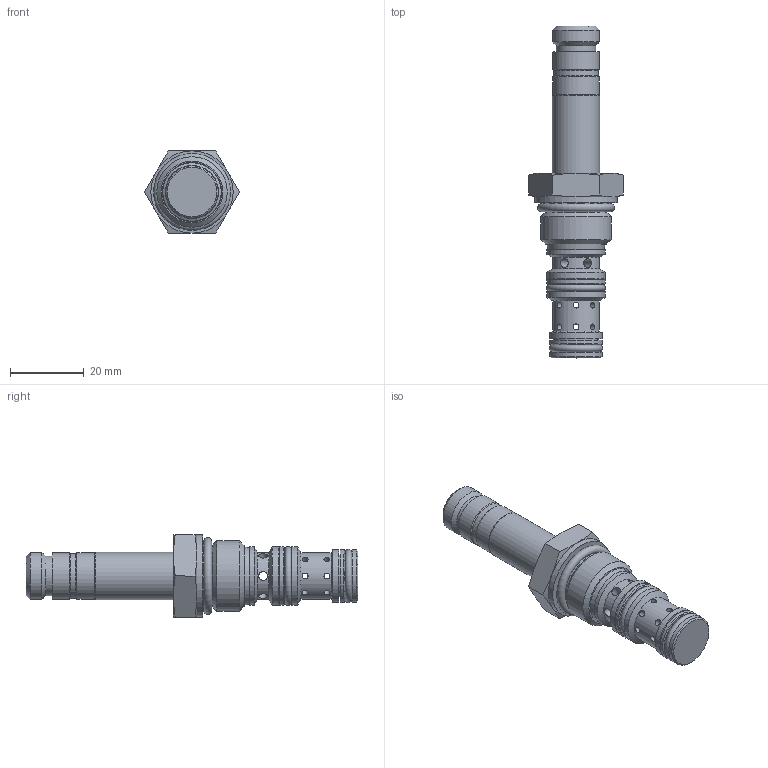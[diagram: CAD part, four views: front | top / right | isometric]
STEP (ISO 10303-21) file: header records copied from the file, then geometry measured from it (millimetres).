
FILE_DESCRIPTION((''),'2;1');
FILE_NAME('dsv2-080-3b-n_10181-08_RE.stp','2012-05-25T15:13:08',('mmartin'),(''),'Autodesk Inventor 2010','Autodesk Inventor 2010','');
FILE_SCHEMA(('AUTOMOTIVE_DESIGN { 1 0 10303 214 1 1 1 1 }'));
Length unit declared in the file: inch
Products named in the file (1): 10181-08_Shrinkwrap
Bounding box: 25.66 x 89.76 x 22.23 mm (x, y, z)
Volume: 15859.5 mm3; surface area: 6905.5 mm2
Topology: 3 solids, 3 shells, 101 faces, 247 edges, 142 vertices
Faces by surface type: cylinder 47, cone 25, plane 20, torus 7, bspline 2
Full cylindrical faces by diameter (mm): 1.613 x16, 2.388 x6, 10.643 x1, 11.455 x2, 11.557 x1, 12.154 x1, 12.662 x2, 12.7 x3, 12.802 x1, 13.056 x2, 13.157 x1, 14.186 x2, 14.288 x1, 15.799 x3, 15.875 x1, 16.751 x2, 19.05 x1, 22.225 x1
Entity records: 3128 total; most frequent: CARTESIAN_POINT 1187, DIRECTION 392, ORIENTED_EDGE 290, EDGE_LOOP 204, AXIS2_PLACEMENT_3D 193, EDGE_CURVE 145, VERTEX_POINT 111, FACE_BOUND 103
